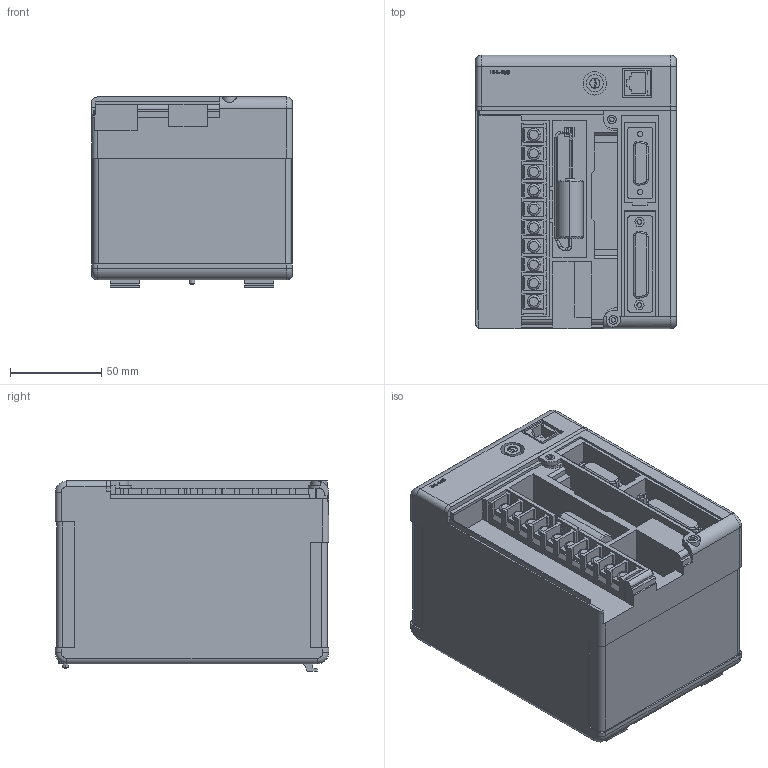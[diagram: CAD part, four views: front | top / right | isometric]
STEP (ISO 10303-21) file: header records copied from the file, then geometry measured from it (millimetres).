
FILE_DESCRIPTION (( 'STEP AP214' ), '1' );
FILE_NAME ('D4-450.step', '2014-09-23T18:04:37', ( '' ), ( '' ), 'SwSTEP 2.0', 'SolidWorks 2014', '' );
FILE_SCHEMA (( 'AUTOMOTIVE_DESIGN' ));
Length unit declared in the file: inch
Products named in the file (1): D4-450
Bounding box: 110.24 x 149.99 x 104.29 mm (x, y, z)
Volume: 1469523.1 mm3; surface area: 117259.3 mm2
Topology: 2 solids, 2 shells, 816 faces, 2152 edges, 1409 vertices
Faces by surface type: plane 608, cylinder 128, torus 54, bspline 22, cone 4
Entity records: 33606 total; most frequent: CARTESIAN_POINT 5999, ORIENTED_EDGE 4304, DIRECTION 4031, EDGE_CURVE 2152, VECTOR 1737, LINE 1737, VERTEX_POINT 1409, AXIS2_PLACEMENT_3D 1147
